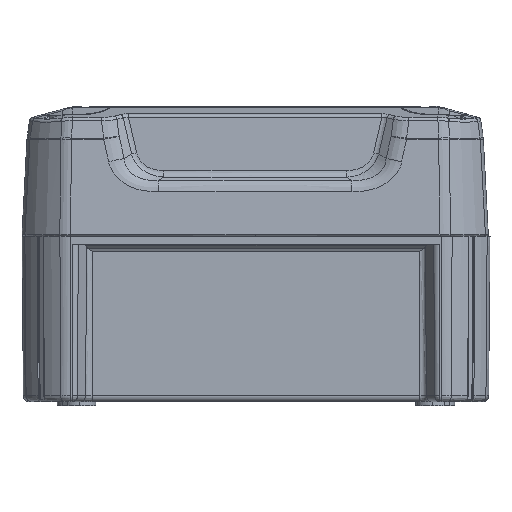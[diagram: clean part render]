
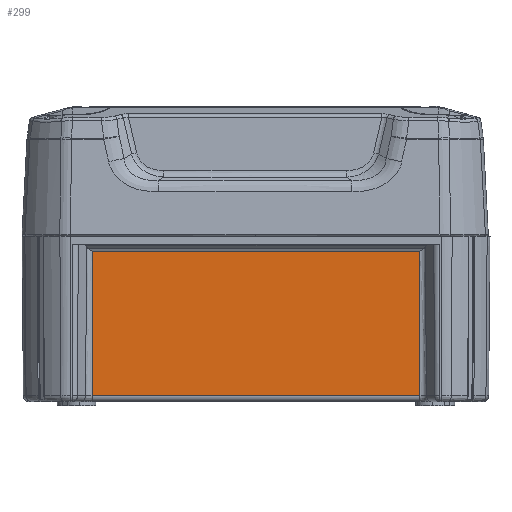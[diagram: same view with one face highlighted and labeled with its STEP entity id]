
A CAD part, left-side view. The second image highlights one B-rep face of the part: STEP entity #299.
In plain terms, the highlighted planar face has unit normal (-1, 0, -0.009).
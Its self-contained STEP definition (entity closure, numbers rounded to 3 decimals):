
#299=ADVANCED_FACE('',(#2023),#26965,.T.);
#2023=FACE_OUTER_BOUND('',#3751,.T.);
#3751=EDGE_LOOP('',(#5642,#5643,#5644,#5645));
#5642=ORIENTED_EDGE('',*,*,#14360,.T.);
#5643=ORIENTED_EDGE('',*,*,#14358,.F.);
#5644=ORIENTED_EDGE('',*,*,#14359,.F.);
#5645=ORIENTED_EDGE('',*,*,#14361,.T.);
#14358=EDGE_CURVE('',#23163,#23164,#18712,.T.);
#14359=EDGE_CURVE('',#23165,#23163,#18713,.T.);
#14360=EDGE_CURVE('',#23162,#23164,#18714,.T.);
#14361=EDGE_CURVE('',#23165,#23162,#21412,.T.);
#18712=(
BOUNDED_CURVE()
B_SPLINE_CURVE(1,(#46029,#46030),.UNSPECIFIED.,.F.,.F.)
B_SPLINE_CURVE_WITH_KNOTS((2,2),(-115.047,-79.895),
 .UNSPECIFIED.)
CURVE()
GEOMETRIC_REPRESENTATION_ITEM()
RATIONAL_B_SPLINE_CURVE((1.,1.))
REPRESENTATION_ITEM('')
);
#18713=(
BOUNDED_CURVE()
B_SPLINE_CURVE(1,(#46031,#46032),.UNSPECIFIED.,.F.,.F.)
B_SPLINE_CURVE_WITH_KNOTS((2,2),(-194.942,-115.047),
 .UNSPECIFIED.)
CURVE()
GEOMETRIC_REPRESENTATION_ITEM()
RATIONAL_B_SPLINE_CURVE((1.,1.))
REPRESENTATION_ITEM('')
);
#18714=(
BOUNDED_CURVE()
B_SPLINE_CURVE(1,(#46033,#46034),.UNSPECIFIED.,.F.,.F.)
B_SPLINE_CURVE_WITH_KNOTS((2,2),(0.,79.895),.UNSPECIFIED.)
CURVE()
GEOMETRIC_REPRESENTATION_ITEM()
RATIONAL_B_SPLINE_CURVE((1.,1.))
REPRESENTATION_ITEM('')
);
#21412=B_SPLINE_CURVE_WITH_KNOTS('',1,(#46035,#46036),.UNSPECIFIED.,.F.,
 .F.,(2,2),(194.942,230.094),.UNSPECIFIED.);
#23162=VERTEX_POINT('',#45193);
#23163=VERTEX_POINT('',#45194);
#23164=VERTEX_POINT('',#45195);
#23165=VERTEX_POINT('',#45196);
#26965=PLANE('',#27540);
#27540=AXIS2_PLACEMENT_3D('',#28623,#27945,$);
#27945=DIRECTION('',(-1.,0.,-0.009));
#28623=CARTESIAN_POINT('',(-52.03,-3.754,38.667));
#45193=CARTESIAN_POINT('',(-51.692,-11.745,0.));
#45194=CARTESIAN_POINT('',(-51.999,-91.64,35.151));
#45195=CARTESIAN_POINT('',(-51.692,-91.64,0.));
#45196=CARTESIAN_POINT('',(-51.999,-11.745,35.151));
#46029=CARTESIAN_POINT('',(-51.999,-91.64,35.151));
#46030=CARTESIAN_POINT('',(-51.692,-91.64,0.));
#46031=CARTESIAN_POINT('',(-51.999,-11.745,35.151));
#46032=CARTESIAN_POINT('',(-51.999,-91.64,35.151));
#46033=CARTESIAN_POINT('',(-51.692,-11.745,0.));
#46034=CARTESIAN_POINT('',(-51.692,-91.64,0.));
#46035=CARTESIAN_POINT('',(-51.999,-11.745,35.151));
#46036=CARTESIAN_POINT('',(-51.692,-11.745,0.));
